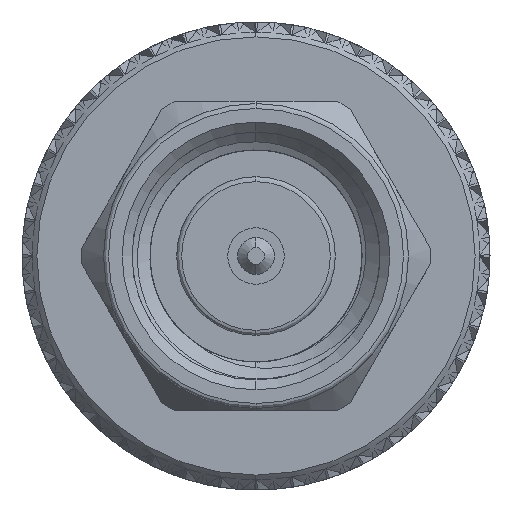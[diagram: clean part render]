
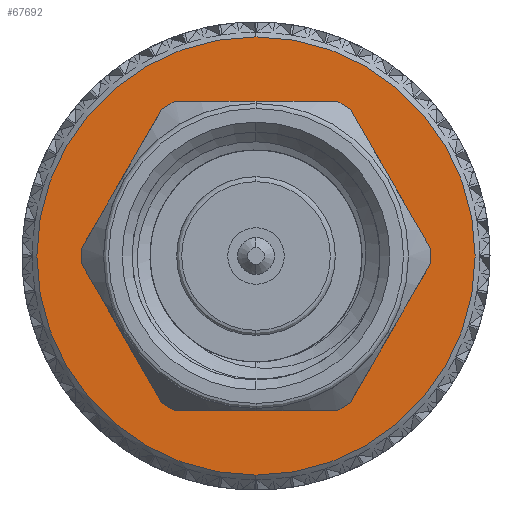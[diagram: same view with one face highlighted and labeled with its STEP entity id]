
A CAD part, left-side view. The second image highlights one B-rep face of the part: STEP entity #67692.
In plain terms, the highlighted face is planar.
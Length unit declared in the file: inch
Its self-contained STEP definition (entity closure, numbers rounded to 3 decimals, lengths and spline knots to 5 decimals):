
#416 = EDGE_LOOP ( 'NONE', ( #41398, #20098 ) ) ;
#694 = CARTESIAN_POINT ( 'NONE',  ( 0.719, 0., 0. ) ) ;
#791 = EDGE_CURVE ( 'NONE', #29955, #30614, #53150, .T. ) ;
#4221 = EDGE_CURVE ( 'NONE', #10636, #48631, #40316, .T. ) ;
#5753 = CARTESIAN_POINT ( 'NONE',  ( 0.719, 0., 0. ) ) ;
#9298 = CARTESIAN_POINT ( 'NONE',  ( 0.719, 0., 0. ) ) ;
#10636 = VERTEX_POINT ( 'NONE', #68841 ) ;
#11306 = CARTESIAN_POINT ( 'NONE',  ( 0.719, 0., 0. ) ) ;
#11777 = PLANE ( 'NONE',  #59507 ) ;
#12516 = CARTESIAN_POINT ( 'NONE',  ( 0.719, 0., -0.095 ) ) ;
#14567 = DIRECTION ( 'NONE',  ( 0., 0., -1. ) ) ;
#15053 = CARTESIAN_POINT ( 'NONE',  ( 0.719, 0., 0. ) ) ;
#15686 = CIRCLE ( 'NONE', #69001, 0.095 ) ;
#20098 = ORIENTED_EDGE ( 'NONE', *, *, #4221, .T. ) ;
#21437 = EDGE_CURVE ( 'NONE', #30614, #29955, #15686, .T. ) ;
#21807 = DIRECTION ( 'NONE',  ( 0., 0., -1. ) ) ;
#27913 = DIRECTION ( 'NONE',  ( 0., 0., -1. ) ) ;
#29955 = VERTEX_POINT ( 'NONE', #12516 ) ;
#30614 = VERTEX_POINT ( 'NONE', #59775 ) ;
#36329 = DIRECTION ( 'NONE',  ( 1., 0., 0. ) ) ;
#36678 = CIRCLE ( 'NONE', #57855, 0.221 ) ;
#40159 = AXIS2_PLACEMENT_3D ( 'NONE', #15053, #36329, #14567 ) ;
#40316 = CIRCLE ( 'NONE', #40159, 0.221 ) ;
#41395 = EDGE_CURVE ( 'NONE', #48631, #10636, #36678, .T. ) ;
#41398 = ORIENTED_EDGE ( 'NONE', *, *, #41395, .T. ) ;
#41442 = DIRECTION ( 'NONE',  ( 1., 0., 0. ) ) ;
#43724 = DIRECTION ( 'NONE',  ( 1., 0., 0. ) ) ;
#43765 = DIRECTION ( 'NONE',  ( 1., 0., 0. ) ) ;
#45670 = ORIENTED_EDGE ( 'NONE', *, *, #21437, .F. ) ;
#48631 = VERTEX_POINT ( 'NONE', #59826 ) ;
#48908 = DIRECTION ( 'NONE',  ( 0., 0., -1. ) ) ;
#52707 = FACE_BOUND ( 'NONE', #60612, .T. ) ;
#53150 = CIRCLE ( 'NONE', #57071, 0.095 ) ;
#54579 = DIRECTION ( 'NONE',  ( 1., 0., 0. ) ) ;
#57071 = AXIS2_PLACEMENT_3D ( 'NONE', #9298, #41442, #63139 ) ;
#57855 = AXIS2_PLACEMENT_3D ( 'NONE', #5753, #43765, #21807 ) ;
#59507 = AXIS2_PLACEMENT_3D ( 'NONE', #11306, #54579, #48908 ) ;
#59775 = CARTESIAN_POINT ( 'NONE',  ( 0.719, 0., 0.095 ) ) ;
#59826 = CARTESIAN_POINT ( 'NONE',  ( 0.719, 0., 0.221 ) ) ;
#60612 = EDGE_LOOP ( 'NONE', ( #65540, #45670 ) ) ;
#63139 = DIRECTION ( 'NONE',  ( 0., 0., -1. ) ) ;
#65540 = ORIENTED_EDGE ( 'NONE', *, *, #791, .F. ) ;
#67692 = ADVANCED_FACE ( 'NONE', ( #68767, #52707 ), #11777, .T. ) ;
#68767 = FACE_OUTER_BOUND ( 'NONE', #416, .T. ) ;
#68841 = CARTESIAN_POINT ( 'NONE',  ( 0.719, 0., -0.221 ) ) ;
#69001 = AXIS2_PLACEMENT_3D ( 'NONE', #694, #43724, #27913 ) ;
